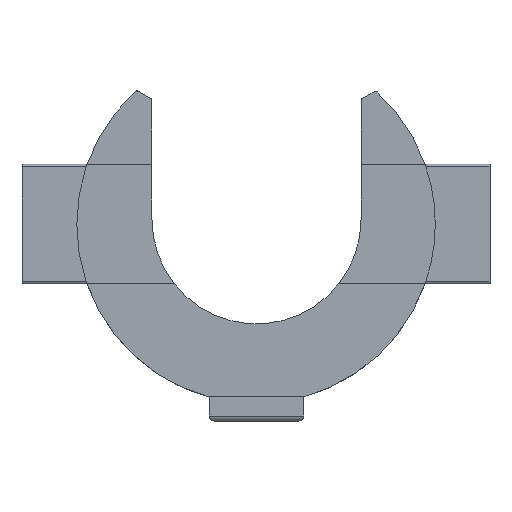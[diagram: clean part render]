
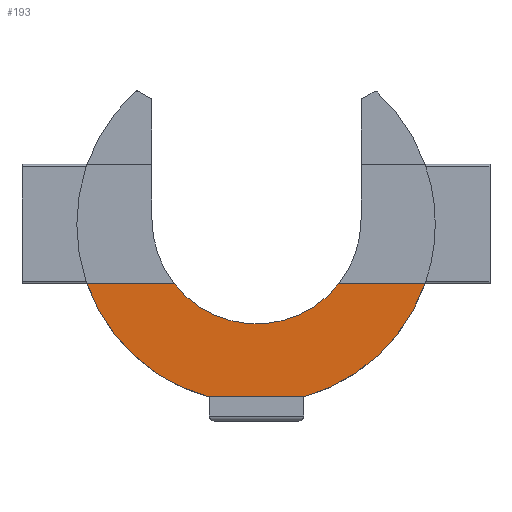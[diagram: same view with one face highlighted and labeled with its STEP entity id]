
A CAD part, top view. The second image highlights one B-rep face of the part: STEP entity #193.
In plain terms, the highlighted planar face has unit normal (0, 0, 1).
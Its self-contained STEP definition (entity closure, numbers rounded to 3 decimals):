
#48 = VERTEX_POINT('',#49);
#49 = CARTESIAN_POINT('',(-47.,90.585,79.98));
#55 = EDGE_CURVE('',#48,#56,#58,.T.);
#56 = VERTEX_POINT('',#57);
#57 = CARTESIAN_POINT('',(-47.,91.,79.98));
#58 = LINE('',#59,#60);
#59 = CARTESIAN_POINT('',(-47.,120.545,79.98));
#60 = VECTOR('',#61,1.);
#61 = DIRECTION('',(0.,1.,0.));
#142 = VERTEX_POINT('',#143);
#143 = CARTESIAN_POINT('',(-9.,91.,79.98));
#149 = EDGE_CURVE('',#142,#56,#150,.T.);
#150 = LINE('',#151,#152);
#151 = CARTESIAN_POINT('',(-37.605,91.,79.98));
#152 = VECTOR('',#153,1.);
#153 = DIRECTION('',(-1.,0.,0.));
#193 = ADVANCED_FACE('',(#194),#247,.T.);
#194 = FACE_BOUND('',#195,.T.);
#195 = EDGE_LOOP('',(#196,#206,#213,#214,#215,#223,#232,#240));
#196 = ORIENTED_EDGE('',*,*,#197,.F.);
#197 = EDGE_CURVE('',#198,#200,#202,.T.);
#198 = VERTEX_POINT('',#199);
#199 = CARTESIAN_POINT('',(-96.092,136.09,79.98));
#200 = VERTEX_POINT('',#201);
#201 = CARTESIAN_POINT('',(-61.056,136.09,79.98));
#202 = LINE('',#203,#204);
#203 = CARTESIAN_POINT('',(-122.21,136.09,79.98));
#204 = VECTOR('',#205,1.);
#205 = DIRECTION('',(1.,0.,0.));
#206 = ORIENTED_EDGE('',*,*,#207,.T.);
#207 = EDGE_CURVE('',#198,#48,#208,.T.);
#208 = CIRCLE('',#209,72.);
#209 = AXIS2_PLACEMENT_3D('',#210,#211,#212);
#210 = CARTESIAN_POINT('',(-28.21,160.09,79.98));
#211 = DIRECTION('',(0.,0.,1.));
#212 = DIRECTION('',(1.,0.,0.));
#213 = ORIENTED_EDGE('',*,*,#55,.T.);
#214 = ORIENTED_EDGE('',*,*,#149,.F.);
#215 = ORIENTED_EDGE('',*,*,#216,.F.);
#216 = EDGE_CURVE('',#217,#142,#219,.T.);
#217 = VERTEX_POINT('',#218);
#218 = CARTESIAN_POINT('',(-9.,90.7,79.98));
#219 = LINE('',#220,#221);
#220 = CARTESIAN_POINT('',(-9.,120.545,79.98));
#221 = VECTOR('',#222,1.);
#222 = DIRECTION('',(0.,1.,0.));
#223 = ORIENTED_EDGE('',*,*,#224,.T.);
#224 = EDGE_CURVE('',#217,#225,#227,.T.);
#225 = VERTEX_POINT('',#226);
#226 = CARTESIAN_POINT('',(39.672,136.09,79.98));
#227 = CIRCLE('',#228,72.);
#228 = AXIS2_PLACEMENT_3D('',#229,#230,#231);
#229 = CARTESIAN_POINT('',(-28.21,160.09,79.98));
#230 = DIRECTION('',(0.,0.,1.));
#231 = DIRECTION('',(1.,0.,0.));
#232 = ORIENTED_EDGE('',*,*,#233,.F.);
#233 = EDGE_CURVE('',#234,#225,#236,.T.);
#234 = VERTEX_POINT('',#235);
#235 = CARTESIAN_POINT('',(5.056,136.09,79.98));
#236 = LINE('',#237,#238);
#237 = CARTESIAN_POINT('',(-122.21,136.09,79.98));
#238 = VECTOR('',#239,1.);
#239 = DIRECTION('',(1.,0.,0.));
#240 = ORIENTED_EDGE('',*,*,#241,.T.);
#241 = EDGE_CURVE('',#234,#200,#242,.T.);
#242 = CIRCLE('',#243,42.);
#243 = AXIS2_PLACEMENT_3D('',#244,#245,#246);
#244 = CARTESIAN_POINT('',(-28.,162.,79.98));
#245 = DIRECTION('',(0.,0.,-1.));
#246 = DIRECTION('',(1.,0.,0.));
#247 = PLANE('',#248);
#248 = AXIS2_PLACEMENT_3D('',#249,#250,#251);
#249 = CARTESIAN_POINT('',(-28.21,160.09,79.98));
#250 = DIRECTION('',(0.,0.,1.));
#251 = DIRECTION('',(1.,0.,0.));
